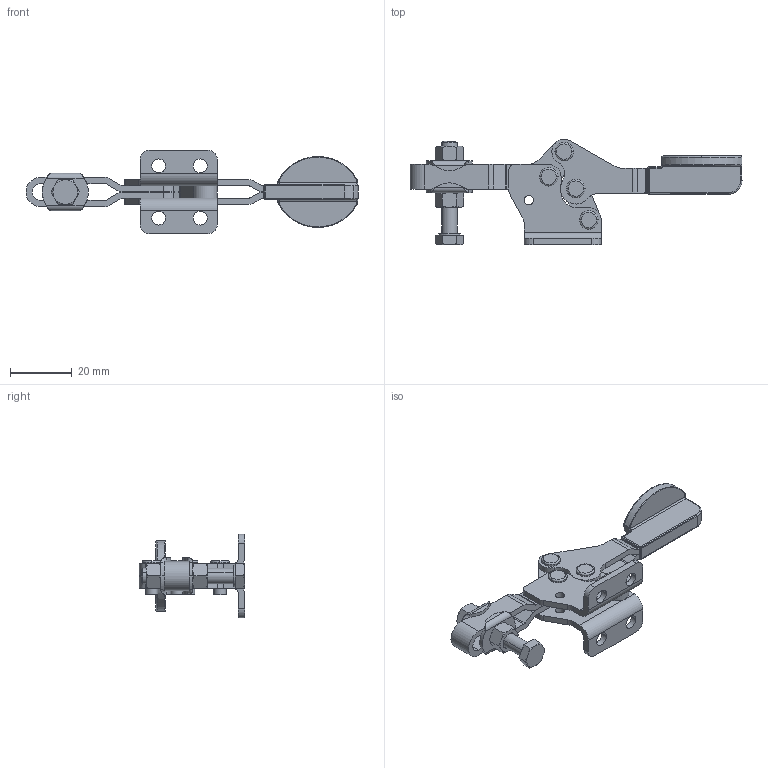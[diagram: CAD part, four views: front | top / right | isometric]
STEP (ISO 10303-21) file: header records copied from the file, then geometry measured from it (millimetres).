
FILE_DESCRIPTION((''),'2;1');
FILE_NAME('100.0.stp','2005-09-27T14:52:15',('Kysilko'),(''),'Autodesk Inventor 8','Autodesk Inventor 8','');
FILE_SCHEMA(('AUTOMOTIVE_DESIGN { 1 0 10303 214 1 1 1 1 }'));
Length unit declared in the file: millimetre
Products named in the file (1): Part1
Bounding box: 107.67 x 34.15 x 27.15 mm (x, y, z)
Volume: 11139.5 mm3; surface area: 11164.2 mm2
Topology: 1 solids, 1 shells, 437 faces, 1174 edges, 728 vertices
Faces by surface type: cylinder 145, bspline 106, plane 99, cone 50, torus 29, sphere 8
Entity records: 16439 total; most frequent: CARTESIAN_POINT 5715, ORIENTED_EDGE 2314, DIRECTION 2245, EDGE_CURVE 1157, AXIS2_PLACEMENT_3D 868, VERTEX_POINT 728, CIRCLE 524, VECTOR 509
